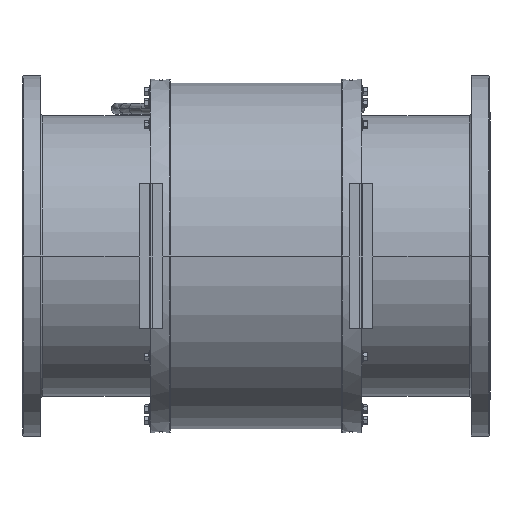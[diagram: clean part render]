
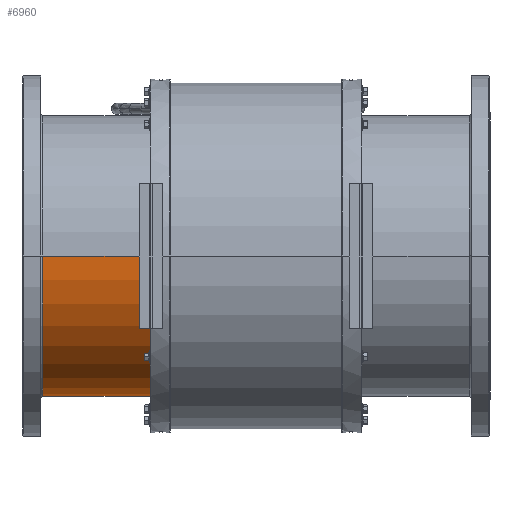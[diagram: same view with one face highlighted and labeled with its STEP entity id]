
A CAD part, front view. The second image highlights one B-rep face of the part: STEP entity #6960.
In plain terms, the highlighted cylindrical face has radius 388.5 mm (diameter 777 mm), a partial arc.
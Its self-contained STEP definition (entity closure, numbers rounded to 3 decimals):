
#935 = DIRECTION ( 'NONE',  ( -1., 0., 0. ) ) ;
#1299 = ORIENTED_EDGE ( 'NONE', *, *, #6018, .T. ) ;
#2233 = CARTESIAN_POINT ( 'NONE',  ( -292.5, 388.5, 0. ) ) ;
#2408 = DIRECTION ( 'NONE',  ( -1., 0., 0. ) ) ;
#3569 = VERTEX_POINT ( 'NONE', #5559 ) ;
#4828 = EDGE_CURVE ( 'NONE', #3569, #24058, #27600, .T. ) ;
#5403 = VERTEX_POINT ( 'NONE', #2233 ) ;
#5559 = CARTESIAN_POINT ( 'NONE',  ( -590.5, -388.5, 0. ) ) ;
#6018 = EDGE_CURVE ( 'NONE', #5403, #26563, #18226, .T. ) ;
#6718 = AXIS2_PLACEMENT_3D ( 'NONE', #6922, #2408, #11003 ) ;
#6922 = CARTESIAN_POINT ( 'NONE',  ( -647.5, 0., 0. ) ) ;
#6960 = ADVANCED_FACE ( 'NONE', ( #25912 ), #15365, .T. ) ;
#8745 = AXIS2_PLACEMENT_3D ( 'NONE', #27386, #10240, #12350 ) ;
#9619 = LINE ( 'NONE', #18204, #20772 ) ;
#10240 = DIRECTION ( 'NONE',  ( 1., 0., 0. ) ) ;
#11003 = DIRECTION ( 'NONE',  ( 0., -1., 0. ) ) ;
#11773 = DIRECTION ( 'NONE',  ( 0., 0., 1. ) ) ;
#11861 = DIRECTION ( 'NONE',  ( -1., 0., 0. ) ) ;
#12350 = DIRECTION ( 'NONE',  ( 0., -1., 0. ) ) ;
#13399 = ORIENTED_EDGE ( 'NONE', *, *, #21928, .T. ) ;
#13490 = CARTESIAN_POINT ( 'NONE',  ( -647.5, -388.5, 0. ) ) ;
#15178 = LINE ( 'NONE', #13490, #15701 ) ;
#15262 = EDGE_CURVE ( 'NONE', #5403, #24058, #9619, .T. ) ;
#15314 = DIRECTION ( 'NONE',  ( -1., 0., 0. ) ) ;
#15365 = CYLINDRICAL_SURFACE ( 'NONE', #6718, 388.5 ) ;
#15701 = VECTOR ( 'NONE', #15314, 1000. ) ;
#15979 = AXIS2_PLACEMENT_3D ( 'NONE', #24563, #935, #11773 ) ;
#16524 = ORIENTED_EDGE ( 'NONE', *, *, #15262, .F. ) ;
#16797 = CARTESIAN_POINT ( 'NONE',  ( -292.5, -388.5, 0. ) ) ;
#17806 = EDGE_LOOP ( 'NONE', ( #16524, #1299, #13399, #20568 ) ) ;
#18204 = CARTESIAN_POINT ( 'NONE',  ( -647.5, 388.5, 0. ) ) ;
#18226 = CIRCLE ( 'NONE', #15979, 388.5 ) ;
#20568 = ORIENTED_EDGE ( 'NONE', *, *, #4828, .T. ) ;
#20772 = VECTOR ( 'NONE', #11861, 1000. ) ;
#21928 = EDGE_CURVE ( 'NONE', #26563, #3569, #15178, .T. ) ;
#24058 = VERTEX_POINT ( 'NONE', #24484 ) ;
#24484 = CARTESIAN_POINT ( 'NONE',  ( -590.5, 388.5, 0. ) ) ;
#24563 = CARTESIAN_POINT ( 'NONE',  ( -292.5, 0., 0. ) ) ;
#25912 = FACE_OUTER_BOUND ( 'NONE', #17806, .T. ) ;
#26563 = VERTEX_POINT ( 'NONE', #16797 ) ;
#27386 = CARTESIAN_POINT ( 'NONE',  ( -590.5, 0., 0. ) ) ;
#27600 = CIRCLE ( 'NONE', #8745, 388.5 ) ;
